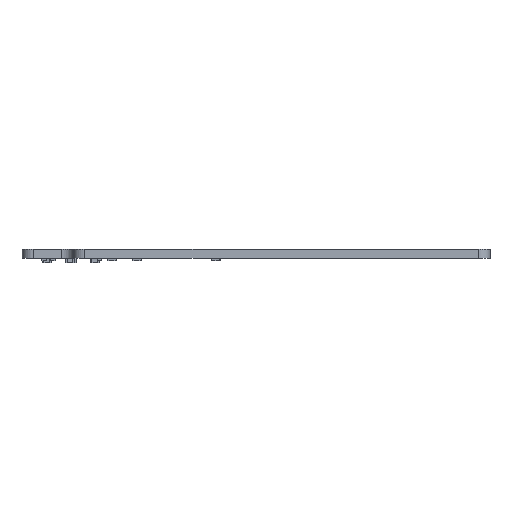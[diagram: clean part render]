
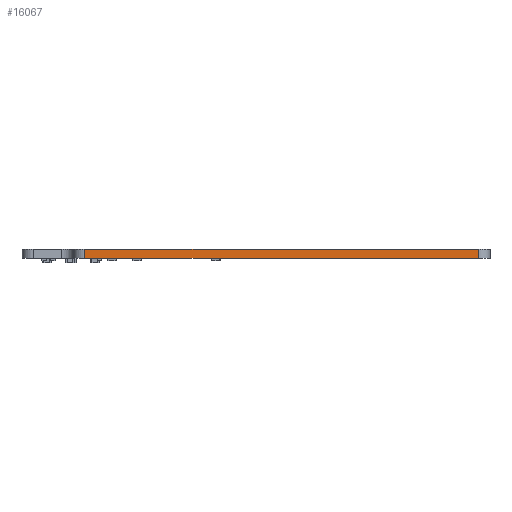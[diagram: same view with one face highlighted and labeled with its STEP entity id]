
A CAD part, left-side view. The second image highlights one B-rep face of the part: STEP entity #16067.
In plain terms, the highlighted planar face has unit normal (-1, 0, 0).
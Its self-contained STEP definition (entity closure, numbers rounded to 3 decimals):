
#5849 = PLANE('',#5850);
#5850 = AXIS2_PLACEMENT_3D('',#5851,#5852,#5853);
#5851 = CARTESIAN_POINT('',(104.25,-9.,1.6));
#5852 = DIRECTION('',(-0.,0.,1.));
#5853 = DIRECTION('',(1.,0.,0.));
#5903 = PLANE('',#5904);
#5904 = AXIS2_PLACEMENT_3D('',#5905,#5906,#5907);
#5905 = CARTESIAN_POINT('',(104.25,-9.,0.));
#5906 = DIRECTION('',(-0.,0.,1.));
#5907 = DIRECTION('',(1.,0.,0.));
#6271 = VERTEX_POINT('',#6272);
#6272 = CARTESIAN_POINT('',(0.,-11.,0.));
#6287 = CYLINDRICAL_SURFACE('',#6288,2.);
#6288 = AXIS2_PLACEMENT_3D('',#6289,#6290,#6291);
#6289 = CARTESIAN_POINT('',(2.,-11.,0.));
#6290 = DIRECTION('',(-0.,-0.,-1.));
#6291 = DIRECTION('',(1.,0.,-0.));
#6299 = EDGE_CURVE('',#6300,#6271,#6302,.T.);
#6300 = VERTEX_POINT('',#6301);
#6301 = CARTESIAN_POINT('',(0.,-80.,0.));
#6302 = SURFACE_CURVE('',#6303,(#6307,#6314),.PCURVE_S1.);
#6303 = LINE('',#6304,#6305);
#6304 = CARTESIAN_POINT('',(0.,-80.,0.));
#6305 = VECTOR('',#6306,1.);
#6306 = DIRECTION('',(0.,1.,0.));
#6307 = PCURVE('',#5903,#6308);
#6308 = DEFINITIONAL_REPRESENTATION('',(#6309),#6313);
#6309 = LINE('',#6310,#6311);
#6310 = CARTESIAN_POINT('',(-104.25,-71.));
#6311 = VECTOR('',#6312,1.);
#6312 = DIRECTION('',(0.,1.));
#6313 = ( GEOMETRIC_REPRESENTATION_CONTEXT(2) 
PARAMETRIC_REPRESENTATION_CONTEXT() REPRESENTATION_CONTEXT('2D SPACE',''
  ) );
#6314 = PCURVE('',#6315,#6320);
#6315 = PLANE('',#6316);
#6316 = AXIS2_PLACEMENT_3D('',#6317,#6318,#6319);
#6317 = CARTESIAN_POINT('',(0.,-80.,0.));
#6318 = DIRECTION('',(-1.,0.,0.));
#6319 = DIRECTION('',(0.,1.,0.));
#6320 = DEFINITIONAL_REPRESENTATION('',(#6321),#6325);
#6321 = LINE('',#6322,#6323);
#6322 = CARTESIAN_POINT('',(0.,0.));
#6323 = VECTOR('',#6324,1.);
#6324 = DIRECTION('',(1.,0.));
#6325 = ( GEOMETRIC_REPRESENTATION_CONTEXT(2) 
PARAMETRIC_REPRESENTATION_CONTEXT() REPRESENTATION_CONTEXT('2D SPACE',''
  ) );
#6344 = CYLINDRICAL_SURFACE('',#6345,2.);
#6345 = AXIS2_PLACEMENT_3D('',#6346,#6347,#6348);
#6346 = CARTESIAN_POINT('',(2.,-80.,0.));
#6347 = DIRECTION('',(-0.,-0.,-1.));
#6348 = DIRECTION('',(1.,0.,-0.));
#11548 = VERTEX_POINT('',#11549);
#11549 = CARTESIAN_POINT('',(0.,-11.,1.6));
#11571 = EDGE_CURVE('',#11572,#11548,#11574,.T.);
#11572 = VERTEX_POINT('',#11573);
#11573 = CARTESIAN_POINT('',(0.,-80.,1.6));
#11574 = SURFACE_CURVE('',#11575,(#11579,#11586),.PCURVE_S1.);
#11575 = LINE('',#11576,#11577);
#11576 = CARTESIAN_POINT('',(0.,-80.,1.6));
#11577 = VECTOR('',#11578,1.);
#11578 = DIRECTION('',(0.,1.,0.));
#11579 = PCURVE('',#5849,#11580);
#11580 = DEFINITIONAL_REPRESENTATION('',(#11581),#11585);
#11581 = LINE('',#11582,#11583);
#11582 = CARTESIAN_POINT('',(-104.25,-71.));
#11583 = VECTOR('',#11584,1.);
#11584 = DIRECTION('',(0.,1.));
#11585 = ( GEOMETRIC_REPRESENTATION_CONTEXT(2) 
PARAMETRIC_REPRESENTATION_CONTEXT() REPRESENTATION_CONTEXT('2D SPACE',''
  ) );
#11586 = PCURVE('',#6315,#11587);
#11587 = DEFINITIONAL_REPRESENTATION('',(#11588),#11592);
#11588 = LINE('',#11589,#11590);
#11589 = CARTESIAN_POINT('',(0.,-1.6));
#11590 = VECTOR('',#11591,1.);
#11591 = DIRECTION('',(1.,0.));
#11592 = ( GEOMETRIC_REPRESENTATION_CONTEXT(2) 
PARAMETRIC_REPRESENTATION_CONTEXT() REPRESENTATION_CONTEXT('2D SPACE',''
  ) );
#16017 = EDGE_CURVE('',#6300,#11572,#16018,.T.);
#16018 = SURFACE_CURVE('',#16019,(#16023,#16030),.PCURVE_S1.);
#16019 = LINE('',#16020,#16021);
#16020 = CARTESIAN_POINT('',(0.,-80.,0.));
#16021 = VECTOR('',#16022,1.);
#16022 = DIRECTION('',(0.,0.,1.));
#16023 = PCURVE('',#6344,#16024);
#16024 = DEFINITIONAL_REPRESENTATION('',(#16025),#16029);
#16025 = LINE('',#16026,#16027);
#16026 = CARTESIAN_POINT('',(-3.142,0.));
#16027 = VECTOR('',#16028,1.);
#16028 = DIRECTION('',(-0.,-1.));
#16029 = ( GEOMETRIC_REPRESENTATION_CONTEXT(2) 
PARAMETRIC_REPRESENTATION_CONTEXT() REPRESENTATION_CONTEXT('2D SPACE',''
  ) );
#16030 = PCURVE('',#6315,#16031);
#16031 = DEFINITIONAL_REPRESENTATION('',(#16032),#16036);
#16032 = LINE('',#16033,#16034);
#16033 = CARTESIAN_POINT('',(0.,0.));
#16034 = VECTOR('',#16035,1.);
#16035 = DIRECTION('',(0.,-1.));
#16036 = ( GEOMETRIC_REPRESENTATION_CONTEXT(2) 
PARAMETRIC_REPRESENTATION_CONTEXT() REPRESENTATION_CONTEXT('2D SPACE',''
  ) );
#16067 = ADVANCED_FACE('',(#16068),#6315,.T.);
#16068 = FACE_BOUND('',#16069,.T.);
#16069 = EDGE_LOOP('',(#16070,#16071,#16072,#16093));
#16070 = ORIENTED_EDGE('',*,*,#16017,.T.);
#16071 = ORIENTED_EDGE('',*,*,#11571,.T.);
#16072 = ORIENTED_EDGE('',*,*,#16073,.F.);
#16073 = EDGE_CURVE('',#6271,#11548,#16074,.T.);
#16074 = SURFACE_CURVE('',#16075,(#16079,#16086),.PCURVE_S1.);
#16075 = LINE('',#16076,#16077);
#16076 = CARTESIAN_POINT('',(0.,-11.,0.));
#16077 = VECTOR('',#16078,1.);
#16078 = DIRECTION('',(0.,0.,1.));
#16079 = PCURVE('',#6315,#16080);
#16080 = DEFINITIONAL_REPRESENTATION('',(#16081),#16085);
#16081 = LINE('',#16082,#16083);
#16082 = CARTESIAN_POINT('',(69.,0.));
#16083 = VECTOR('',#16084,1.);
#16084 = DIRECTION('',(0.,-1.));
#16085 = ( GEOMETRIC_REPRESENTATION_CONTEXT(2) 
PARAMETRIC_REPRESENTATION_CONTEXT() REPRESENTATION_CONTEXT('2D SPACE',''
  ) );
#16086 = PCURVE('',#6287,#16087);
#16087 = DEFINITIONAL_REPRESENTATION('',(#16088),#16092);
#16088 = LINE('',#16089,#16090);
#16089 = CARTESIAN_POINT('',(-3.142,0.));
#16090 = VECTOR('',#16091,1.);
#16091 = DIRECTION('',(-0.,-1.));
#16092 = ( GEOMETRIC_REPRESENTATION_CONTEXT(2) 
PARAMETRIC_REPRESENTATION_CONTEXT() REPRESENTATION_CONTEXT('2D SPACE',''
  ) );
#16093 = ORIENTED_EDGE('',*,*,#6299,.F.);
